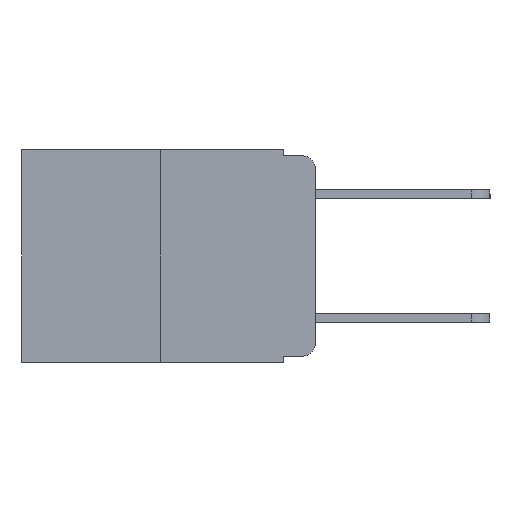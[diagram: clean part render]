
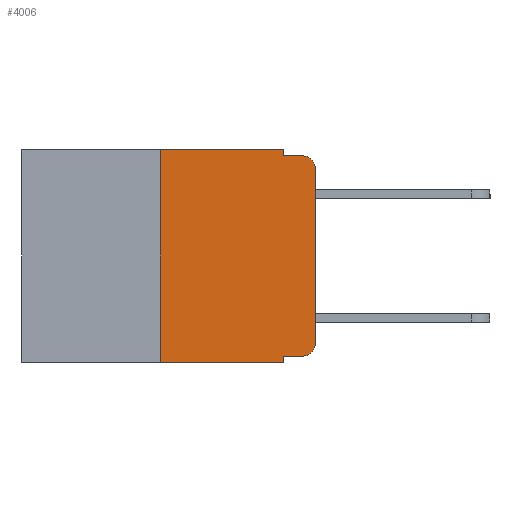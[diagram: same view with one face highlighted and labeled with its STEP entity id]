
A CAD part, left-side view. The second image highlights one B-rep face of the part: STEP entity #4006.
In plain terms, the highlighted planar face has unit normal (-1, 0, 0).
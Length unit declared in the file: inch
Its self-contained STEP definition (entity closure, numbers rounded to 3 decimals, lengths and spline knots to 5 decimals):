
#212 = EDGE_CURVE ( 'NONE', #308, #4349, #4461, .T. ) ;
#308 = VERTEX_POINT ( 'NONE', #9071 ) ;
#538 = VERTEX_POINT ( 'NONE', #8711 ) ;
#838 = ORIENTED_EDGE ( 'NONE', *, *, #9819, .T. ) ;
#881 = ORIENTED_EDGE ( 'NONE', *, *, #10147, .T. ) ;
#888 = VERTEX_POINT ( 'NONE', #5406 ) ;
#914 = ORIENTED_EDGE ( 'NONE', *, *, #212, .F. ) ;
#983 = ORIENTED_EDGE ( 'NONE', *, *, #1403, .F. ) ;
#1142 = ORIENTED_EDGE ( 'NONE', *, *, #1420, .F. ) ;
#1191 = EDGE_LOOP ( 'NONE', ( #838, #881, #914, #983, #1142, #3821, #10041, #8280, #1844, #4871 ) ) ;
#1212 = EDGE_CURVE ( 'NONE', #4576, #5175, #2587, .T. ) ;
#1403 = EDGE_CURVE ( 'NONE', #888, #308, #9951, .T. ) ;
#1420 = EDGE_CURVE ( 'NONE', #5557, #888, #2068, .T. ) ;
#1447 = CARTESIAN_POINT ( 'NONE',  ( 0., 0.051, -0.01 ) ) ;
#1510 = LINE ( 'NONE', #4874, #4631 ) ;
#1556 = CARTESIAN_POINT ( 'NONE',  ( 0., 0.02, -0.01 ) ) ;
#1597 = DIRECTION ( 'NONE',  ( 0., 0., 1. ) ) ;
#1645 = CARTESIAN_POINT ( 'NONE',  ( 0., 0.473, -0.343 ) ) ;
#1647 = DIRECTION ( 'NONE',  ( 0., -1., 0. ) ) ;
#1649 = DIRECTION ( 'NONE',  ( 0., 0., 1. ) ) ;
#1844 = ORIENTED_EDGE ( 'NONE', *, *, #6987, .T. ) ;
#2068 = LINE ( 'NONE', #10025, #4303 ) ;
#2470 = DIRECTION ( 'NONE',  ( 0., -1., 0. ) ) ;
#2587 = LINE ( 'NONE', #5154, #2919 ) ;
#2765 = LINE ( 'NONE', #1645, #4575 ) ;
#2919 = VECTOR ( 'NONE', #4471, 39.37008 ) ;
#3189 = EDGE_CURVE ( 'NONE', #3804, #5557, #1510, .T. ) ;
#3626 = DIRECTION ( 'NONE',  ( 0., -1., 0. ) ) ;
#3804 = VERTEX_POINT ( 'NONE', #4225 ) ;
#3821 = ORIENTED_EDGE ( 'NONE', *, *, #3189, .F. ) ;
#3858 = CARTESIAN_POINT ( 'NONE',  ( 0., 0.02, -0.333 ) ) ;
#4006 = ADVANCED_FACE ( 'NONE', ( #5620 ), #10178, .F. ) ;
#4068 = CARTESIAN_POINT ( 'NONE',  ( 0., 0.051, -0.343 ) ) ;
#4131 = DIRECTION ( 'NONE',  ( -1., 0., 0. ) ) ;
#4225 = CARTESIAN_POINT ( 'NONE',  ( 0., 0.25, -0.343 ) ) ;
#4268 = VECTOR ( 'NONE', #3626, 39.37008 ) ;
#4303 = VECTOR ( 'NONE', #10042, 39.37008 ) ;
#4349 = VERTEX_POINT ( 'NONE', #1556 ) ;
#4426 = VERTEX_POINT ( 'NONE', #3858 ) ;
#4461 = LINE ( 'NONE', #1447, #4268 ) ;
#4471 = DIRECTION ( 'NONE',  ( 0., 0., -1. ) ) ;
#4565 = VECTOR ( 'NONE', #5842, 39.37008 ) ;
#4575 = VECTOR ( 'NONE', #2470, 39.37008 ) ;
#4576 = VERTEX_POINT ( 'NONE', #4755 ) ;
#4631 = VECTOR ( 'NONE', #1649, 39.37008 ) ;
#4736 = DIRECTION ( 'NONE',  ( -1., 0., 0. ) ) ;
#4755 = CARTESIAN_POINT ( 'NONE',  ( 0., 0.051, -0.333 ) ) ;
#4761 = CIRCLE ( 'NONE', #6377, 0.02 ) ;
#4871 = ORIENTED_EDGE ( 'NONE', *, *, #8382, .T. ) ;
#4874 = CARTESIAN_POINT ( 'NONE',  ( 0., 0.25, 0. ) ) ;
#5044 = CARTESIAN_POINT ( 'NONE',  ( 0., 0.25, 0. ) ) ;
#5154 = CARTESIAN_POINT ( 'NONE',  ( 0., 0.051, 0. ) ) ;
#5175 = VERTEX_POINT ( 'NONE', #4068 ) ;
#5406 = CARTESIAN_POINT ( 'NONE',  ( 0., 0.051, 0. ) ) ;
#5450 = VECTOR ( 'NONE', #1647, 39.37008 ) ;
#5528 = AXIS2_PLACEMENT_3D ( 'NONE', #8833, #4736, #9469 ) ;
#5557 = VERTEX_POINT ( 'NONE', #5044 ) ;
#5620 = FACE_OUTER_BOUND ( 'NONE', #1191, .T. ) ;
#5842 = DIRECTION ( 'NONE',  ( 0., 0., -1. ) ) ;
#5900 = CARTESIAN_POINT ( 'NONE',  ( 0., 0., 0. ) ) ;
#5961 = LINE ( 'NONE', #5900, #7574 ) ;
#6061 = EDGE_CURVE ( 'NONE', #3804, #5175, #2765, .T. ) ;
#6377 = AXIS2_PLACEMENT_3D ( 'NONE', #8369, #4131, #8985 ) ;
#6710 = AXIS2_PLACEMENT_3D ( 'NONE', #9864, #10201, #9564 ) ;
#6987 = EDGE_CURVE ( 'NONE', #4576, #4426, #7734, .T. ) ;
#7121 = CARTESIAN_POINT ( 'NONE',  ( 0., 0., -0.03 ) ) ;
#7574 = VECTOR ( 'NONE', #1597, 39.37008 ) ;
#7734 = LINE ( 'NONE', #8004, #5450 ) ;
#7738 = VERTEX_POINT ( 'NONE', #7121 ) ;
#8004 = CARTESIAN_POINT ( 'NONE',  ( 0., 0.051, -0.333 ) ) ;
#8280 = ORIENTED_EDGE ( 'NONE', *, *, #1212, .F. ) ;
#8369 = CARTESIAN_POINT ( 'NONE',  ( 0., 0.02, -0.313 ) ) ;
#8382 = EDGE_CURVE ( 'NONE', #4426, #538, #4761, .T. ) ;
#8419 = CARTESIAN_POINT ( 'NONE',  ( 0., 0.051, 0. ) ) ;
#8711 = CARTESIAN_POINT ( 'NONE',  ( 0., 0., -0.313 ) ) ;
#8795 = CIRCLE ( 'NONE', #5528, 0.02 ) ;
#8833 = CARTESIAN_POINT ( 'NONE',  ( 0., 0.02, -0.03 ) ) ;
#8985 = DIRECTION ( 'NONE',  ( 0., 0., -1. ) ) ;
#9071 = CARTESIAN_POINT ( 'NONE',  ( 0., 0.051, -0.01 ) ) ;
#9469 = DIRECTION ( 'NONE',  ( 0., 0., -1. ) ) ;
#9564 = DIRECTION ( 'NONE',  ( 0., 0., -1. ) ) ;
#9819 = EDGE_CURVE ( 'NONE', #538, #7738, #5961, .T. ) ;
#9864 = CARTESIAN_POINT ( 'NONE',  ( 0., 0.473, 0. ) ) ;
#9951 = LINE ( 'NONE', #8419, #4565 ) ;
#10025 = CARTESIAN_POINT ( 'NONE',  ( 0., 0.473, 0. ) ) ;
#10041 = ORIENTED_EDGE ( 'NONE', *, *, #6061, .T. ) ;
#10042 = DIRECTION ( 'NONE',  ( 0., -1., 0. ) ) ;
#10147 = EDGE_CURVE ( 'NONE', #7738, #4349, #8795, .T. ) ;
#10178 = PLANE ( 'NONE',  #6710 ) ;
#10201 = DIRECTION ( 'NONE',  ( 1., 0., 0. ) ) ;
